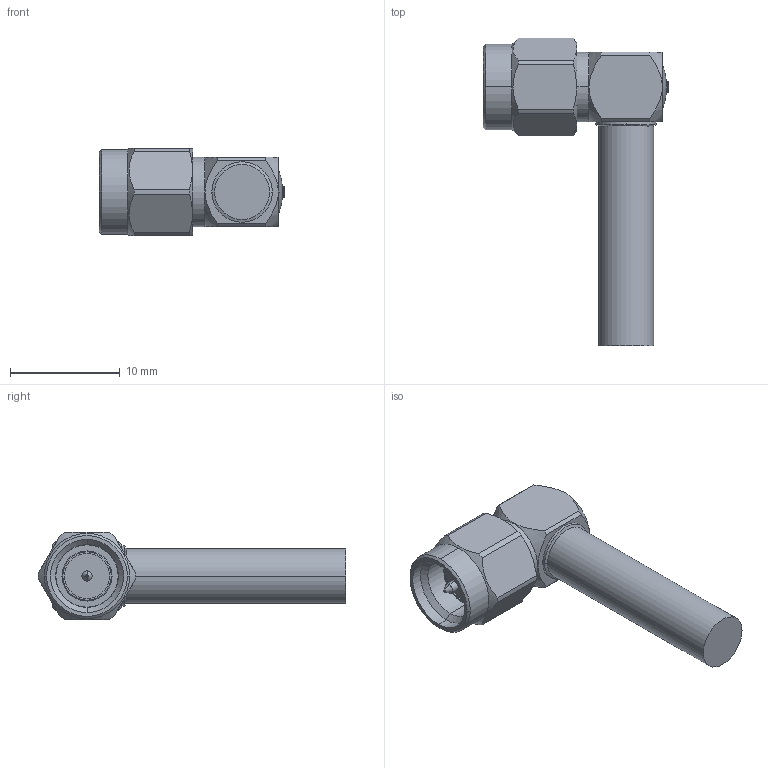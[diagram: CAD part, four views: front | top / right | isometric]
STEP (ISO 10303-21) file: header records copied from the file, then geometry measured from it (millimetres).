
FILE_DESCRIPTION (( 'STEP AP203' ), '1' );
FILE_NAME ('R125.174.000C.STEP', '2014-08-21T12:53:58', ( 'adminradiall' ), ( 'Microsoft' ), 'SwSTEP 2.0', 'SolidWorks 2014', '' );
FILE_SCHEMA (( 'CONFIG_CONTROL_DESIGN' ));
Length unit declared in the file: millimetre
Products named in the file (1): R125.174.000C
Bounding box: 16.86 x 28 x 7.94 mm (x, y, z)
Volume: 1032 mm3; surface area: 991.3 mm2
Topology: 1 solids, 1 shells, 90 faces, 210 edges, 132 vertices
Faces by surface type: cylinder 40, cone 22, plane 22, bspline 4, torus 2
Entity records: 2883 total; most frequent: CARTESIAN_POINT 729, DIRECTION 462, ORIENTED_EDGE 420, EDGE_CURVE 210, AXIS2_PLACEMENT_3D 197, VERTEX_POINT 132, CIRCLE 110, EDGE_LOOP 100
